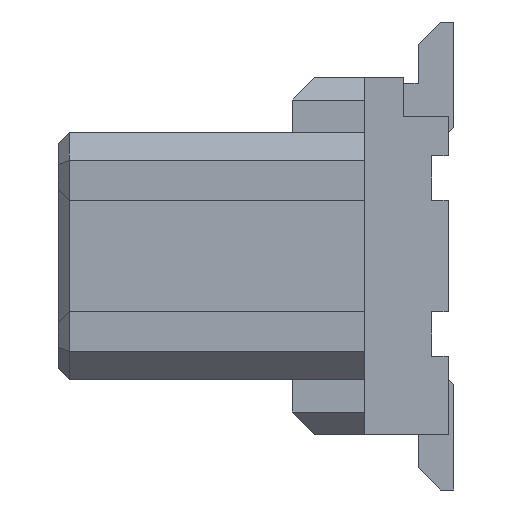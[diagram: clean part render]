
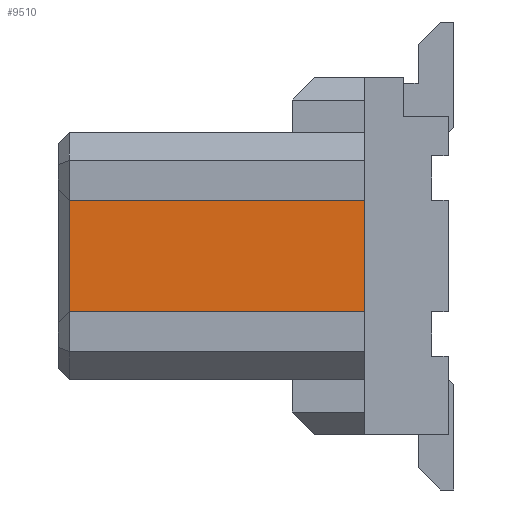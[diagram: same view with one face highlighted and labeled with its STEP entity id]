
A CAD part, left-side view. The second image highlights one B-rep face of the part: STEP entity #9510.
In plain terms, the highlighted planar face has unit normal (-1, 0, 0).
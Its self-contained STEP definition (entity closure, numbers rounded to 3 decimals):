
#827=DIRECTION('',(0.,0.,-1.));
#828=VECTOR('',#827,1.);
#829=CARTESIAN_POINT('',(-2.388,-1.375,0.5));
#830=LINE('',#829,#828);
#2689=DIRECTION('',(0.,-1.,0.));
#2690=VECTOR('',#2689,2.65);
#2691=CARTESIAN_POINT('',(-2.388,1.275,-0.5));
#2692=LINE('',#2691,#2690);
#2713=DIRECTION('',(0.,0.,1.));
#2714=VECTOR('',#2713,1.);
#2715=CARTESIAN_POINT('',(-2.388,1.275,-0.5));
#2716=LINE('',#2715,#2714);
#2717=DIRECTION('',(0.,-1.,0.));
#2718=VECTOR('',#2717,2.65);
#2719=CARTESIAN_POINT('',(-2.388,1.275,0.5));
#2720=LINE('',#2719,#2718);
#4743=CARTESIAN_POINT('',(-2.388,-1.375,0.5));
#4744=CARTESIAN_POINT('',(-2.388,-1.375,-0.5));
#4745=VERTEX_POINT('',#4743);
#4746=VERTEX_POINT('',#4744);
#4937=CARTESIAN_POINT('',(-2.388,1.275,-0.5));
#4938=CARTESIAN_POINT('',(-2.388,1.275,0.5));
#4939=VERTEX_POINT('',#4937);
#4940=VERTEX_POINT('',#4938);
#9499=CARTESIAN_POINT('',(-2.388,1.375,0.5));
#9500=DIRECTION('',(1.,0.,0.));
#9501=DIRECTION('',(0.,0.,-1.));
#9502=AXIS2_PLACEMENT_3D('',#9499,#9500,#9501);
#9503=PLANE('',#9502);
#9504=ORIENTED_EDGE('',*,*,#9454,.T.);
#9505=ORIENTED_EDGE('',*,*,#9494,.T.);
#9506=ORIENTED_EDGE('',*,*,#6777,.T.);
#9507=ORIENTED_EDGE('',*,*,#9426,.F.);
#9508=EDGE_LOOP('',(#9504,#9505,#9506,#9507));
#9509=FACE_OUTER_BOUND('',#9508,.F.);
#9510=ADVANCED_FACE('',(#9509),#9503,.F.);
#6777=EDGE_CURVE('',#4745,#4746,#830,.T.);
#9426=EDGE_CURVE('',#4939,#4746,#2692,.T.);
#9454=EDGE_CURVE('',#4939,#4940,#2716,.T.);
#9494=EDGE_CURVE('',#4940,#4745,#2720,.T.);
